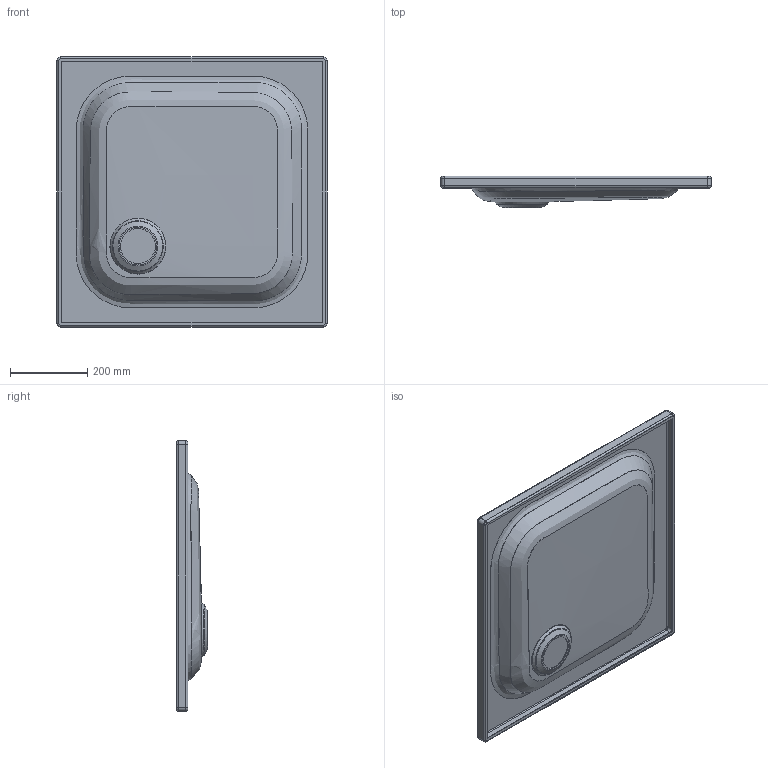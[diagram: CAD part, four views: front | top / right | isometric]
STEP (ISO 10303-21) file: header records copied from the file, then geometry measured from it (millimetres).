
FILE_DESCRIPTION((' '),'2;1');
FILE_NAME( '1949292e5694b0c3.stp', '2025-01-23T10:51:28', (' '), ('--- Datakit www.datakit.com---'), ' Datakit CrossCadWare V2022.3 Jun 15 2022', 'DATAKIT 2025 (c)', ' ');
FILE_SCHEMA(('CONFIG_CONTROL_DESIGN'));
Length unit declared in the file: millimetre
Products named in the file (1): 1949290678f530c3
Bounding box: 699 x 81.1 x 699 mm (x, y, z)
Volume: 1662965.7 mm3; surface area: 1278169.5 mm2
Topology: 2 solids, 2 shells, 92 faces, 240 edges, 159 vertices
Faces by surface type: cylinder 29, torus 28, plane 21, bspline 4, cone 4, offset 4, sphere 2
Full cylindrical faces by diameter (mm): 90 x1, 103.75 x1, 105 x1, 108.7 x1, 114.5 x1
Entity records: 27961 total; most frequent: CARTESIAN_POINT 25846, DIRECTION 422, ORIENTED_EDGE 412, EDGE_CURVE 206, AXIS2_PLACEMENT_3D 178, VERTEX_POINT 154, EDGE_LOOP 130, FACE_OUTER_BOUND 92
